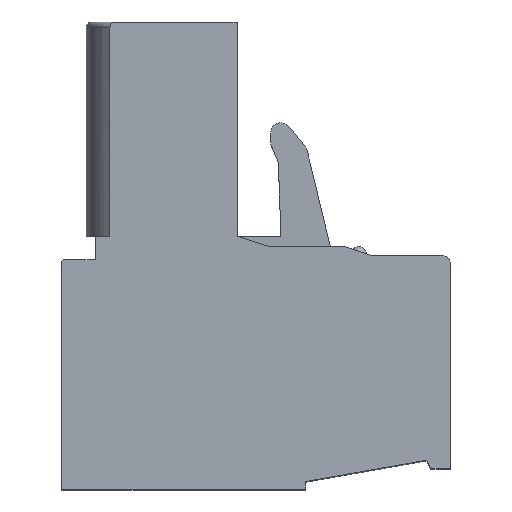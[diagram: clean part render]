
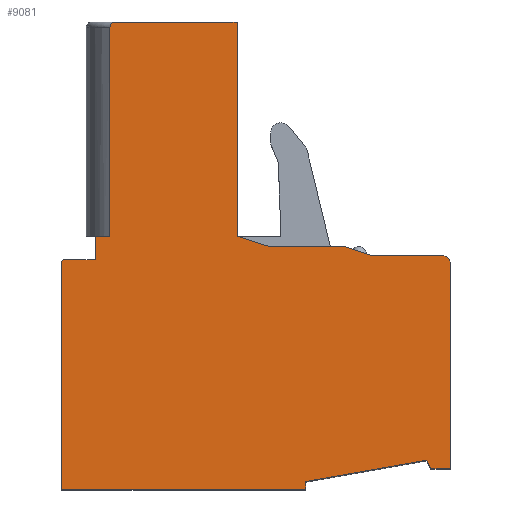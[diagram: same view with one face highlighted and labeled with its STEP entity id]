
A CAD part, top view. The second image highlights one B-rep face of the part: STEP entity #9081.
In plain terms, the highlighted planar face has unit normal (0, 0, 1).
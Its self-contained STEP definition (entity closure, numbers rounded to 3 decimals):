
#1867=DIRECTION('',(-1.,0.,0.));
#1868=VECTOR('',#1867,0.57);
#1869=CARTESIAN_POINT('',(-2.03,9.8,15.24));
#1870=LINE('',#1869,#1868);
#1871=DIRECTION('',(0.,1.,0.));
#1872=VECTOR('',#1871,8.1);
#1873=CARTESIAN_POINT('',(-2.03,9.8,15.24));
#1874=LINE('',#1873,#1872);
#1875=CARTESIAN_POINT('',(-1.83,17.9,15.24));
#1876=DIRECTION('',(0.,0.,1.));
#1877=DIRECTION('',(0.,1.,0.));
#1878=AXIS2_PLACEMENT_3D('',#1875,#1876,#1877);
#1880=DIRECTION('',(-1.,0.,0.));
#1881=VECTOR('',#1880,4.72);
#1882=CARTESIAN_POINT('',(2.89,18.1,15.24));
#1883=LINE('',#1882,#1881);
#1884=DIRECTION('',(0.,1.,0.));
#1885=VECTOR('',#1884,8.3);
#1886=CARTESIAN_POINT('',(2.89,9.8,15.24));
#1887=LINE('',#1886,#1885);
#1888=DIRECTION('',(-0.953,0.303,0.));
#1889=VECTOR('',#1888,1.322);
#1890=CARTESIAN_POINT('',(4.15,9.4,15.24));
#1891=LINE('',#1890,#1889);
#1892=DIRECTION('',(-1.,0.,0.));
#1893=VECTOR('',#1892,2.9);
#1894=CARTESIAN_POINT('',(7.05,9.4,15.24));
#1895=LINE('',#1894,#1893);
#1896=DIRECTION('',(-0.953,0.303,0.));
#1897=VECTOR('',#1896,1.154);
#1898=CARTESIAN_POINT('',(8.15,9.05,15.24));
#1899=LINE('',#1898,#1897);
#1900=DIRECTION('',(-1.,0.,0.));
#1901=VECTOR('',#1900,2.7);
#1902=CARTESIAN_POINT('',(10.85,9.05,15.24));
#1903=LINE('',#1902,#1901);
#1904=CARTESIAN_POINT('',(10.85,8.75,15.24));
#1905=DIRECTION('',(0.,0.,1.));
#1906=DIRECTION('',(1.,0.,0.));
#1907=AXIS2_PLACEMENT_3D('',#1904,#1905,#1906);
#1909=DIRECTION('',(0.,1.,0.));
#1910=VECTOR('',#1909,7.95);
#1911=CARTESIAN_POINT('',(11.15,0.8,15.24));
#1912=LINE('',#1911,#1910);
#1913=DIRECTION('',(1.,0.,0.));
#1914=VECTOR('',#1913,0.75);
#1915=CARTESIAN_POINT('',(10.4,0.8,15.24));
#1916=LINE('',#1915,#1914);
#1917=DIRECTION('',(0.438,-0.899,0.));
#1918=VECTOR('',#1917,0.364);
#1919=CARTESIAN_POINT('',(10.24,1.127,15.24));
#1920=LINE('',#1919,#1918);
#1921=DIRECTION('',(0.985,0.174,0.));
#1922=VECTOR('',#1921,4.763);
#1923=CARTESIAN_POINT('',(5.55,0.3,15.24));
#1924=LINE('',#1923,#1922);
#1925=DIRECTION('',(0.,1.,0.));
#1926=VECTOR('',#1925,0.3);
#1927=CARTESIAN_POINT('',(5.55,0.,15.24));
#1928=LINE('',#1927,#1926);
#1929=DIRECTION('',(1.,0.,0.));
#1930=VECTOR('',#1929,9.45);
#1931=CARTESIAN_POINT('',(-3.9,0.,15.24));
#1932=LINE('',#1931,#1930);
#1933=DIRECTION('',(0.,-1.,0.));
#1934=VECTOR('',#1933,8.8);
#1935=CARTESIAN_POINT('',(-3.9,8.8,15.24));
#1936=LINE('',#1935,#1934);
#1937=CARTESIAN_POINT('',(-3.8,8.8,15.24));
#1938=DIRECTION('',(0.,0.,-1.));
#1939=DIRECTION('',(-1.,0.,0.));
#1940=AXIS2_PLACEMENT_3D('',#1937,#1938,#1939);
#1942=DIRECTION('',(-1.,0.,0.));
#1943=VECTOR('',#1942,1.2);
#1944=CARTESIAN_POINT('',(-2.6,8.9,15.24));
#1945=LINE('',#1944,#1943);
#1946=DIRECTION('',(0.,-1.,0.));
#1947=VECTOR('',#1946,0.9);
#1948=CARTESIAN_POINT('',(-2.6,9.8,15.24));
#1949=LINE('',#1948,#1947);
#6444=CARTESIAN_POINT('',(-2.03,9.8,15.24));
#6445=CARTESIAN_POINT('',(-2.6,9.8,15.24));
#6446=VERTEX_POINT('',#6444);
#6447=VERTEX_POINT('',#6445);
#6448=CARTESIAN_POINT('',(7.05,9.4,15.24));
#6449=CARTESIAN_POINT('',(4.15,9.4,15.24));
#6450=VERTEX_POINT('',#6448);
#6451=VERTEX_POINT('',#6449);
#6452=CARTESIAN_POINT('',(8.15,9.05,15.24));
#6453=VERTEX_POINT('',#6452);
#6454=CARTESIAN_POINT('',(10.85,9.05,15.24));
#6455=VERTEX_POINT('',#6454);
#6456=CARTESIAN_POINT('',(11.15,8.75,15.24));
#6457=VERTEX_POINT('',#6456);
#6458=CARTESIAN_POINT('',(11.15,0.8,15.24));
#6459=VERTEX_POINT('',#6458);
#6460=CARTESIAN_POINT('',(-3.9,8.8,15.24));
#6461=CARTESIAN_POINT('',(-3.9,0.,15.24));
#6462=VERTEX_POINT('',#6460);
#6463=VERTEX_POINT('',#6461);
#6464=CARTESIAN_POINT('',(-3.8,8.9,15.24));
#6465=VERTEX_POINT('',#6464);
#6466=CARTESIAN_POINT('',(-2.6,8.9,15.24));
#6467=VERTEX_POINT('',#6466);
#6468=CARTESIAN_POINT('',(5.55,0.,15.24));
#6469=VERTEX_POINT('',#6468);
#6470=CARTESIAN_POINT('',(-2.03,17.9,15.24));
#6471=VERTEX_POINT('',#6470);
#6472=CARTESIAN_POINT('',(2.89,18.1,15.24));
#6473=CARTESIAN_POINT('',(-1.83,18.1,15.24));
#6474=VERTEX_POINT('',#6472);
#6475=VERTEX_POINT('',#6473);
#6476=CARTESIAN_POINT('',(2.89,9.8,15.24));
#6477=VERTEX_POINT('',#6476);
#6478=CARTESIAN_POINT('',(10.4,0.8,15.24));
#6479=VERTEX_POINT('',#6478);
#6480=CARTESIAN_POINT('',(10.24,1.127,15.24));
#6481=VERTEX_POINT('',#6480);
#6482=CARTESIAN_POINT('',(5.55,0.3,15.24));
#6483=VERTEX_POINT('',#6482);
#9045=CARTESIAN_POINT('',(-14.55,20.418,15.24));
#9046=DIRECTION('',(0.,0.,1.));
#9047=DIRECTION('',(0.,-1.,0.));
#9048=AXIS2_PLACEMENT_3D('',#9045,#9046,#9047);
#9049=PLANE('',#9048);
#9051=ORIENTED_EDGE('',*,*,#9050,.F.);
#9053=ORIENTED_EDGE('',*,*,#9052,.T.);
#9054=ORIENTED_EDGE('',*,*,#9036,.F.);
#9055=ORIENTED_EDGE('',*,*,#6614,.F.);
#9057=ORIENTED_EDGE('',*,*,#9056,.F.);
#9059=ORIENTED_EDGE('',*,*,#9058,.F.);
#9060=ORIENTED_EDGE('',*,*,#6793,.F.);
#9061=ORIENTED_EDGE('',*,*,#6822,.F.);
#9062=ORIENTED_EDGE('',*,*,#6926,.F.);
#9063=ORIENTED_EDGE('',*,*,#7086,.F.);
#9064=ORIENTED_EDGE('',*,*,#7100,.F.);
#9066=ORIENTED_EDGE('',*,*,#9065,.F.);
#9068=ORIENTED_EDGE('',*,*,#9067,.F.);
#9070=ORIENTED_EDGE('',*,*,#9069,.F.);
#9072=ORIENTED_EDGE('',*,*,#9071,.F.);
#9074=ORIENTED_EDGE('',*,*,#9073,.F.);
#9075=ORIENTED_EDGE('',*,*,#8899,.F.);
#9076=ORIENTED_EDGE('',*,*,#8925,.T.);
#9077=ORIENTED_EDGE('',*,*,#8939,.F.);
#9078=ORIENTED_EDGE('',*,*,#8957,.F.);
#9079=EDGE_LOOP('',(#9051,#9053,#9054,#9055,#9057,#9059,#9060,#9061,#9062,#9063,
#9064,#9066,#9068,#9070,#9072,#9074,#9075,#9076,#9077,#9078));
#9080=FACE_OUTER_BOUND('',#9079,.F.);
#9081=ADVANCED_FACE('',(#9080),#9049,.T.);
#1879=CIRCLE('',#1878,0.2);
#1908=CIRCLE('',#1907,0.3);
#1941=CIRCLE('',#1940,0.1);
#6614=EDGE_CURVE('',#6474,#6475,#1883,.T.);
#6793=EDGE_CURVE('',#6450,#6451,#1895,.T.);
#6822=EDGE_CURVE('',#6453,#6450,#1899,.T.);
#6926=EDGE_CURVE('',#6455,#6453,#1903,.T.);
#7086=EDGE_CURVE('',#6457,#6455,#1908,.T.);
#7100=EDGE_CURVE('',#6459,#6457,#1912,.T.);
#8899=EDGE_CURVE('',#6462,#6463,#1936,.T.);
#8925=EDGE_CURVE('',#6462,#6465,#1941,.T.);
#8939=EDGE_CURVE('',#6467,#6465,#1945,.T.);
#8957=EDGE_CURVE('',#6447,#6467,#1949,.T.);
#9036=EDGE_CURVE('',#6475,#6471,#1879,.T.);
#9050=EDGE_CURVE('',#6446,#6447,#1870,.T.);
#9052=EDGE_CURVE('',#6446,#6471,#1874,.T.);
#9056=EDGE_CURVE('',#6477,#6474,#1887,.T.);
#9058=EDGE_CURVE('',#6451,#6477,#1891,.T.);
#9065=EDGE_CURVE('',#6479,#6459,#1916,.T.);
#9067=EDGE_CURVE('',#6481,#6479,#1920,.T.);
#9069=EDGE_CURVE('',#6483,#6481,#1924,.T.);
#9071=EDGE_CURVE('',#6469,#6483,#1928,.T.);
#9073=EDGE_CURVE('',#6463,#6469,#1932,.T.);
